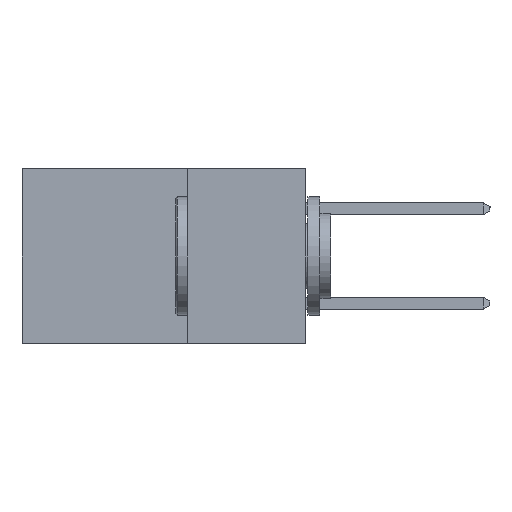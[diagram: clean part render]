
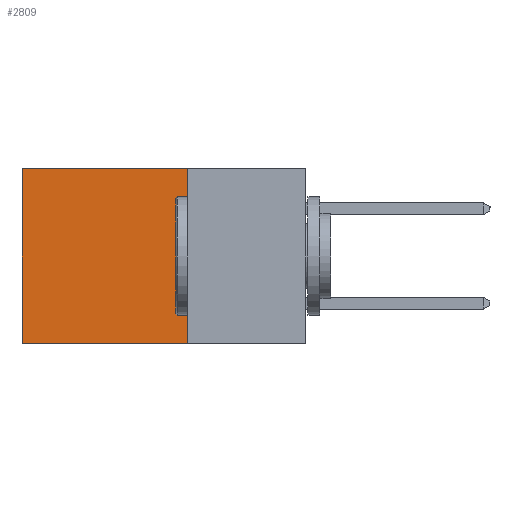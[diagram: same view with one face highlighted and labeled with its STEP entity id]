
A CAD part, left-side view. The second image highlights one B-rep face of the part: STEP entity #2809.
In plain terms, the highlighted planar face has unit normal (-1, 0, 0).
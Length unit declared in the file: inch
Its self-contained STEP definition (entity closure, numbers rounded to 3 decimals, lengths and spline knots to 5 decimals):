
#290 = EDGE_LOOP ( 'NONE', ( #3001, #6584, #9484, #5813 ) ) ;
#559 = CARTESIAN_POINT ( 'NONE',  ( 0.2615, 0.6, 0. ) ) ;
#1227 = VERTEX_POINT ( 'NONE', #7958 ) ;
#1818 = VERTEX_POINT ( 'NONE', #10675 ) ;
#1848 = EDGE_CURVE ( 'NONE', #1818, #4683, #8581, .T. ) ;
#1979 = DIRECTION ( 'NONE',  ( 0., 0., -1. ) ) ;
#2346 = VECTOR ( 'NONE', #5084, 39.37008 ) ;
#2400 = CARTESIAN_POINT ( 'NONE',  ( 0.2615, 0.25, 0. ) ) ;
#2809 = ADVANCED_FACE ( 'NONE', ( #9485 ), #9564, .F. ) ;
#3001 = ORIENTED_EDGE ( 'NONE', *, *, #4554, .T. ) ;
#3638 = AXIS2_PLACEMENT_3D ( 'NONE', #12822, #4981, #9702 ) ;
#3750 = LINE ( 'NONE', #10434, #4568 ) ;
#4554 = EDGE_CURVE ( 'NONE', #11486, #4683, #7380, .T. ) ;
#4568 = VECTOR ( 'NONE', #12605, 39.37008 ) ;
#4683 = VERTEX_POINT ( 'NONE', #10195 ) ;
#4981 = DIRECTION ( 'NONE',  ( 1., 0., 0. ) ) ;
#5084 = DIRECTION ( 'NONE',  ( 0., 1., 0. ) ) ;
#5813 = ORIENTED_EDGE ( 'NONE', *, *, #9028, .T. ) ;
#6584 = ORIENTED_EDGE ( 'NONE', *, *, #1848, .F. ) ;
#7380 = LINE ( 'NONE', #13979, #10176 ) ;
#7850 = VECTOR ( 'NONE', #11342, 39.37008 ) ;
#7958 = CARTESIAN_POINT ( 'NONE',  ( 0.2615, 0.25, 0. ) ) ;
#8581 = LINE ( 'NONE', #9824, #2346 ) ;
#9028 = EDGE_CURVE ( 'NONE', #1227, #11486, #13584, .T. ) ;
#9484 = ORIENTED_EDGE ( 'NONE', *, *, #14128, .F. ) ;
#9485 = FACE_OUTER_BOUND ( 'NONE', #290, .T. ) ;
#9564 = PLANE ( 'NONE',  #3638 ) ;
#9702 = DIRECTION ( 'NONE',  ( 0., 0., -1. ) ) ;
#9824 = CARTESIAN_POINT ( 'NONE',  ( 0.2615, 0.25, -0.37 ) ) ;
#10176 = VECTOR ( 'NONE', #1979, 39.37008 ) ;
#10195 = CARTESIAN_POINT ( 'NONE',  ( 0.2615, 0.6, -0.37 ) ) ;
#10434 = CARTESIAN_POINT ( 'NONE',  ( 0.2615, 0.25, -0.37 ) ) ;
#10675 = CARTESIAN_POINT ( 'NONE',  ( 0.2615, 0.25, -0.37 ) ) ;
#11342 = DIRECTION ( 'NONE',  ( 0., 1., 0. ) ) ;
#11486 = VERTEX_POINT ( 'NONE', #559 ) ;
#12605 = DIRECTION ( 'NONE',  ( 0., 0., -1. ) ) ;
#12822 = CARTESIAN_POINT ( 'NONE',  ( 0.2615, 0.25, -0.37 ) ) ;
#13584 = LINE ( 'NONE', #2400, #7850 ) ;
#13979 = CARTESIAN_POINT ( 'NONE',  ( 0.2615, 0.6, -0.37 ) ) ;
#14128 = EDGE_CURVE ( 'NONE', #1227, #1818, #3750, .T. ) ;
